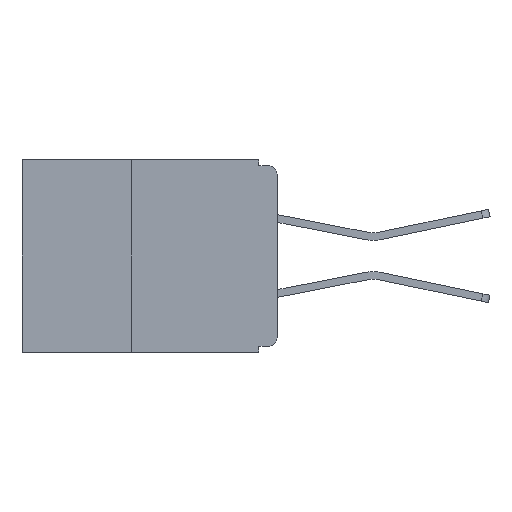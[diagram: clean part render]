
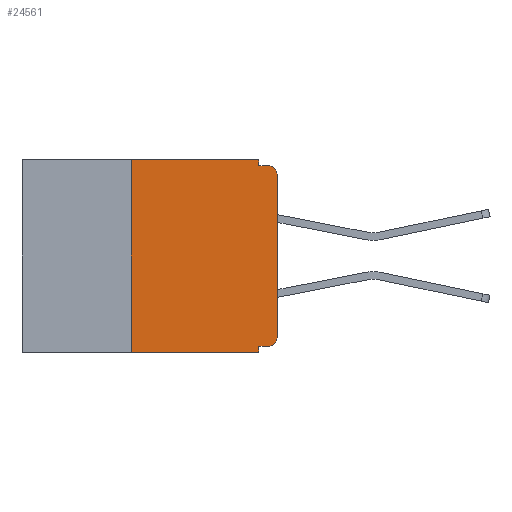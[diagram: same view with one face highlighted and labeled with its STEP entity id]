
A CAD part, left-side view. The second image highlights one B-rep face of the part: STEP entity #24561.
In plain terms, the highlighted planar face has unit normal (-1, 0, 0).
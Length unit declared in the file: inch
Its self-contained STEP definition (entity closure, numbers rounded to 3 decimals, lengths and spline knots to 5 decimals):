
#772 = VECTOR ( 'NONE', #15787, 39.37008 ) ;
#1019 = ORIENTED_EDGE ( 'NONE', *, *, #10767, .T. ) ;
#1322 = EDGE_CURVE ( 'NONE', #18383, #9065, #17936, .T. ) ;
#1716 = CARTESIAN_POINT ( 'NONE',  ( 0., 0.031, -0.33 ) ) ;
#1911 = VECTOR ( 'NONE', #12954, 39.37008 ) ;
#1935 = AXIS2_PLACEMENT_3D ( 'NONE', #7937, #7933, #7358 ) ;
#2240 = DIRECTION ( 'NONE',  ( 0., 0., -1. ) ) ;
#2390 = VECTOR ( 'NONE', #11590, 39.37008 ) ;
#2954 = DIRECTION ( 'NONE',  ( 0., -1., 0. ) ) ;
#3534 = DIRECTION ( 'NONE',  ( 0., 0., -1. ) ) ;
#3551 = VECTOR ( 'NONE', #7941, 39.37008 ) ;
#3666 = CARTESIAN_POINT ( 'NONE',  ( 0., 0., -0.32 ) ) ;
#3969 = CARTESIAN_POINT ( 'NONE',  ( 0., 0., 0. ) ) ;
#4003 = ORIENTED_EDGE ( 'NONE', *, *, #6504, .T. ) ;
#4014 = VECTOR ( 'NONE', #11342, 39.37008 ) ;
#4064 = CARTESIAN_POINT ( 'NONE',  ( 0., 0., -0.025 ) ) ;
#4179 = CARTESIAN_POINT ( 'NONE',  ( 0., 0.031, -0.33 ) ) ;
#4714 = VECTOR ( 'NONE', #2240, 39.37008 ) ;
#5009 = CARTESIAN_POINT ( 'NONE',  ( 0., 0.031, -0.32 ) ) ;
#5038 = VERTEX_POINT ( 'NONE', #4064 ) ;
#5141 = CARTESIAN_POINT ( 'NONE',  ( 0., 0.25, 0. ) ) ;
#5198 = VECTOR ( 'NONE', #2954, 39.37008 ) ;
#5864 = DIRECTION ( 'NONE',  ( -1., 0., 0. ) ) ;
#6284 = LINE ( 'NONE', #13285, #21376 ) ;
#6504 = EDGE_CURVE ( 'NONE', #21712, #7186, #9267, .T. ) ;
#6617 = ORIENTED_EDGE ( 'NONE', *, *, #7966, .F. ) ;
#6729 = ORIENTED_EDGE ( 'NONE', *, *, #9012, .F. ) ;
#7066 = ORIENTED_EDGE ( 'NONE', *, *, #1322, .T. ) ;
#7186 = VERTEX_POINT ( 'NONE', #1716 ) ;
#7358 = DIRECTION ( 'NONE',  ( 0., 0., -1. ) ) ;
#7400 = CARTESIAN_POINT ( 'NONE',  ( 0., 0.437, 0. ) ) ;
#7655 = LINE ( 'NONE', #3666, #2390 ) ;
#7933 = DIRECTION ( 'NONE',  ( -1., 0., 0. ) ) ;
#7937 = CARTESIAN_POINT ( 'NONE',  ( 0., 0.015, -0.305 ) ) ;
#7941 = DIRECTION ( 'NONE',  ( 0., 0., 1. ) ) ;
#7966 = EDGE_CURVE ( 'NONE', #9828, #9152, #11337, .T. ) ;
#8204 = CARTESIAN_POINT ( 'NONE',  ( 0., 0.031, 0. ) ) ;
#8342 = AXIS2_PLACEMENT_3D ( 'NONE', #17714, #5864, #19702 ) ;
#8804 = LINE ( 'NONE', #3969, #3551 ) ;
#9012 = EDGE_CURVE ( 'NONE', #18383, #22317, #7655, .T. ) ;
#9021 = CARTESIAN_POINT ( 'NONE',  ( 0., 0., -0.01 ) ) ;
#9065 = VERTEX_POINT ( 'NONE', #9797 ) ;
#9152 = VERTEX_POINT ( 'NONE', #11922 ) ;
#9267 = LINE ( 'NONE', #11773, #4014 ) ;
#9727 = EDGE_LOOP ( 'NONE', ( #1019, #22352, #24831, #6617, #12740, #15774, #4003, #9909, #6729, #7066 ) ) ;
#9797 = CARTESIAN_POINT ( 'NONE',  ( 0., 0., -0.305 ) ) ;
#9828 = VERTEX_POINT ( 'NONE', #8204 ) ;
#9872 = LINE ( 'NONE', #14752, #5198 ) ;
#9909 = ORIENTED_EDGE ( 'NONE', *, *, #21119, .F. ) ;
#10767 = EDGE_CURVE ( 'NONE', #9065, #5038, #8804, .T. ) ;
#11337 = LINE ( 'NONE', #13785, #772 ) ;
#11342 = DIRECTION ( 'NONE',  ( 0., -1., 0. ) ) ;
#11590 = DIRECTION ( 'NONE',  ( 0., 1., 0. ) ) ;
#11773 = CARTESIAN_POINT ( 'NONE',  ( 0., 0.437, -0.33 ) ) ;
#11902 = CARTESIAN_POINT ( 'NONE',  ( 0., 0.015, -0.01 ) ) ;
#11922 = CARTESIAN_POINT ( 'NONE',  ( 0., 0.031, -0.01 ) ) ;
#12445 = CARTESIAN_POINT ( 'NONE',  ( 0., 0.25, -0.33 ) ) ;
#12740 = ORIENTED_EDGE ( 'NONE', *, *, #13398, .F. ) ;
#12878 = CIRCLE ( 'NONE', #8342, 0.015 ) ;
#12954 = DIRECTION ( 'NONE',  ( 0., -1., 0. ) ) ;
#13285 = CARTESIAN_POINT ( 'NONE',  ( 0., 0.25, -0.33 ) ) ;
#13398 = EDGE_CURVE ( 'NONE', #20139, #9828, #9872, .T. ) ;
#13785 = CARTESIAN_POINT ( 'NONE',  ( 0., 0.031, 0. ) ) ;
#14729 = EDGE_CURVE ( 'NONE', #9152, #15536, #17700, .T. ) ;
#14752 = CARTESIAN_POINT ( 'NONE',  ( 0., 0.437, 0. ) ) ;
#15274 = DIRECTION ( 'NONE',  ( 0., 0., 1. ) ) ;
#15329 = DIRECTION ( 'NONE',  ( 1., 0., 0. ) ) ;
#15536 = VERTEX_POINT ( 'NONE', #11902 ) ;
#15774 = ORIENTED_EDGE ( 'NONE', *, *, #19568, .F. ) ;
#15787 = DIRECTION ( 'NONE',  ( 0., 0., -1. ) ) ;
#17341 = EDGE_CURVE ( 'NONE', #5038, #15536, #12878, .T. ) ;
#17700 = LINE ( 'NONE', #9021, #1911 ) ;
#17714 = CARTESIAN_POINT ( 'NONE',  ( 0., 0.015, -0.025 ) ) ;
#17936 = CIRCLE ( 'NONE', #1935, 0.015 ) ;
#18383 = VERTEX_POINT ( 'NONE', #24956 ) ;
#19030 = AXIS2_PLACEMENT_3D ( 'NONE', #7400, #15329, #3534 ) ;
#19568 = EDGE_CURVE ( 'NONE', #21712, #20139, #6284, .T. ) ;
#19702 = DIRECTION ( 'NONE',  ( 0., 0., -1. ) ) ;
#20139 = VERTEX_POINT ( 'NONE', #5141 ) ;
#20465 = LINE ( 'NONE', #4179, #4714 ) ;
#21119 = EDGE_CURVE ( 'NONE', #22317, #7186, #20465, .T. ) ;
#21165 = PLANE ( 'NONE',  #19030 ) ;
#21376 = VECTOR ( 'NONE', #15274, 39.37008 ) ;
#21712 = VERTEX_POINT ( 'NONE', #12445 ) ;
#22074 = FACE_OUTER_BOUND ( 'NONE', #9727, .T. ) ;
#22317 = VERTEX_POINT ( 'NONE', #5009 ) ;
#22352 = ORIENTED_EDGE ( 'NONE', *, *, #17341, .T. ) ;
#24561 = ADVANCED_FACE ( 'NONE', ( #22074 ), #21165, .F. ) ;
#24831 = ORIENTED_EDGE ( 'NONE', *, *, #14729, .F. ) ;
#24956 = CARTESIAN_POINT ( 'NONE',  ( 0., 0.015, -0.32 ) ) ;
